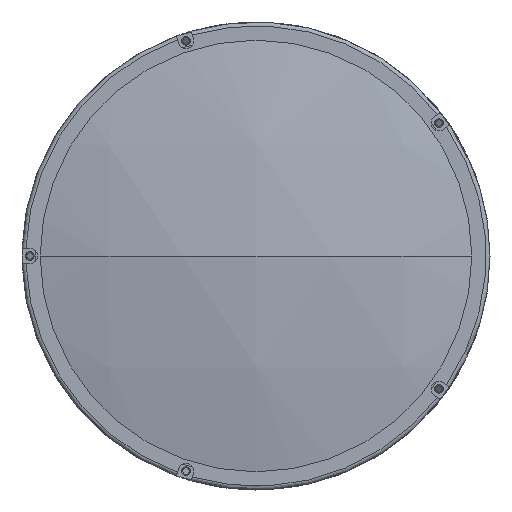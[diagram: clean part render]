
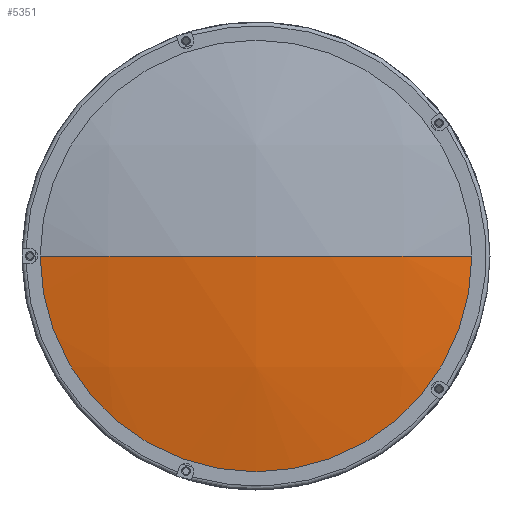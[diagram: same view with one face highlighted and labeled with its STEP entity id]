
A CAD part, left-side view. The second image highlights one B-rep face of the part: STEP entity #5351.
In plain terms, the highlighted spherical face has radius 384 mm.
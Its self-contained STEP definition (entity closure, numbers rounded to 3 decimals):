
#9 = CARTESIAN_POINT ( 'NONE',  ( -342.71, 0., 0. ) ) ;
#28 = DIRECTION ( 'NONE',  ( 0., 0., -1. ) ) ;
#78 = EDGE_CURVE ( 'NONE', #3978, #2298, #6924, .T. ) ;
#499 = EDGE_CURVE ( 'NONE', #3978, #1642, #6638, .T. ) ;
#556 = DIRECTION ( 'NONE',  ( 0., 0., -1. ) ) ;
#642 = SPHERICAL_SURFACE ( 'NONE', #1007, 384. ) ;
#652 = AXIS2_PLACEMENT_3D ( 'NONE', #1895, #6216, #2500 ) ;
#689 = AXIS2_PLACEMENT_3D ( 'NONE', #1371, #5679, #1985 ) ;
#1007 = AXIS2_PLACEMENT_3D ( 'NONE', #9, #28, #4338 ) ;
#1215 = FACE_OUTER_BOUND ( 'NONE', #5682, .T. ) ;
#1371 = CARTESIAN_POINT ( 'NONE',  ( -717.184, 0., 0. ) ) ;
#1642 = VERTEX_POINT ( 'NONE', #1850 ) ;
#1850 = CARTESIAN_POINT ( 'NONE',  ( -726.71, 0., 0. ) ) ;
#1895 = CARTESIAN_POINT ( 'NONE',  ( -342.71, 0., 0. ) ) ;
#1985 = DIRECTION ( 'NONE',  ( 0., 0., 1. ) ) ;
#2298 = VERTEX_POINT ( 'NONE', #7881 ) ;
#2500 = DIRECTION ( 'NONE',  ( 0., -1., 0. ) ) ;
#2716 = ORIENTED_EDGE ( 'NONE', *, *, #5854, .T. ) ;
#3603 = CIRCLE ( 'NONE', #7232, 384. ) ;
#3978 = VERTEX_POINT ( 'NONE', #6699 ) ;
#4243 = CARTESIAN_POINT ( 'NONE',  ( -342.71, 0., 0. ) ) ;
#4338 = DIRECTION ( 'NONE',  ( 0., 1., 0. ) ) ;
#4851 = DIRECTION ( 'NONE',  ( 0., 1., 0. ) ) ;
#4853 = ORIENTED_EDGE ( 'NONE', *, *, #78, .T. ) ;
#5351 = ADVANCED_FACE ( 'NONE', ( #1215 ), #642, .T. ) ;
#5679 = DIRECTION ( 'NONE',  ( -1., 0., 0. ) ) ;
#5682 = EDGE_LOOP ( 'NONE', ( #4853, #2716, #7418 ) ) ;
#5854 = EDGE_CURVE ( 'NONE', #2298, #1642, #3603, .T. ) ;
#6216 = DIRECTION ( 'NONE',  ( 0., 0., 1. ) ) ;
#6638 = CIRCLE ( 'NONE', #652, 384. ) ;
#6699 = CARTESIAN_POINT ( 'NONE',  ( -717.184, 85., 0. ) ) ;
#6924 = CIRCLE ( 'NONE', #689, 85. ) ;
#7232 = AXIS2_PLACEMENT_3D ( 'NONE', #4243, #556, #4851 ) ;
#7418 = ORIENTED_EDGE ( 'NONE', *, *, #499, .F. ) ;
#7881 = CARTESIAN_POINT ( 'NONE',  ( -717.184, -85., 0. ) ) ;
